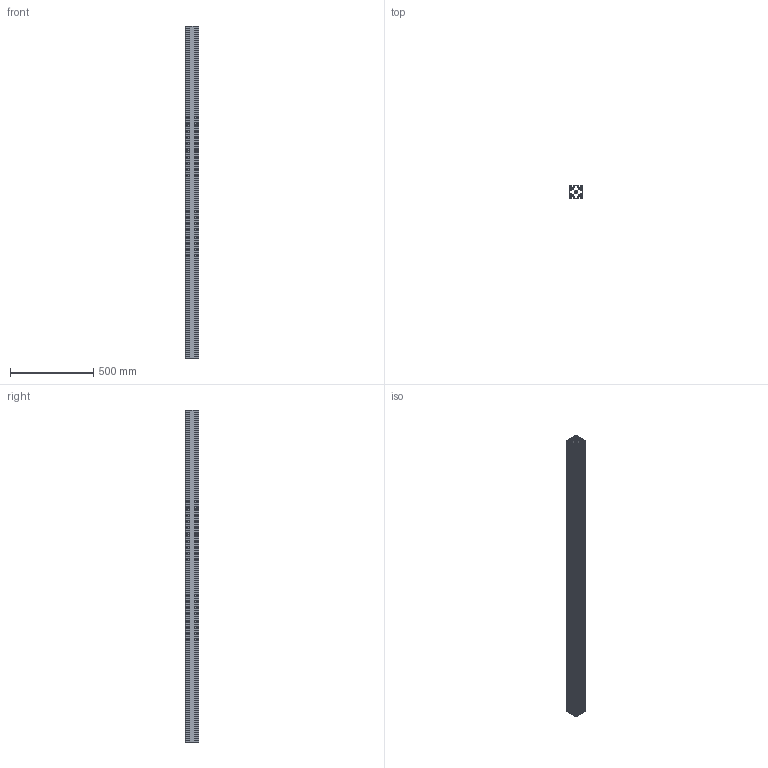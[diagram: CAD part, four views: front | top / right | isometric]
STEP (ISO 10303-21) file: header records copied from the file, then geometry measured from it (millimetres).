
FILE_DESCRIPTION(/* description */ ('KriTec Profil 8 80x80 Eco'),/* implementation_level */ '2;1');
FILE_NAME(/* name */ '10080_KriTec_Profil_8_80x80_Eco_1.stp',/* time_stamp */ '2019-10-15T13:18:01+02:00',/* author */ ('jendrek'),/* organization */ (''),/* preprocessor_version */ 'ST-DEVELOPER v17',/* originating_system */ 'Autodesk Inventor 2018',/* authorisation */ '');
FILE_SCHEMA (('AUTOMOTIVE_DESIGN { 1 0 10303 214 3 1 1 }'));
Length unit declared in the file: millimetre
Products named in the file (1): 10080 -2000
Bounding box: 80 x 80 x 2000 mm (x, y, z)
Volume: 2988794.2 mm3; surface area: 2902821.9 mm2
Topology: 1 solids, 1 shells, 591 faces, 1767 edges, 1178 vertices
Faces by surface type: cylinder 397, plane 194
Full cylindrical faces by diameter (mm): 6.8 x4, 8.6 x1
Entity records: 20362 total; most frequent: DIRECTION 3745, CARTESIAN_POINT 3537, ORIENTED_EDGE 3534, EDGE_CURVE 1767, AXIS2_PLACEMENT_3D 1386, VERTEX_POINT 1178, LINE 973, VECTOR 973
